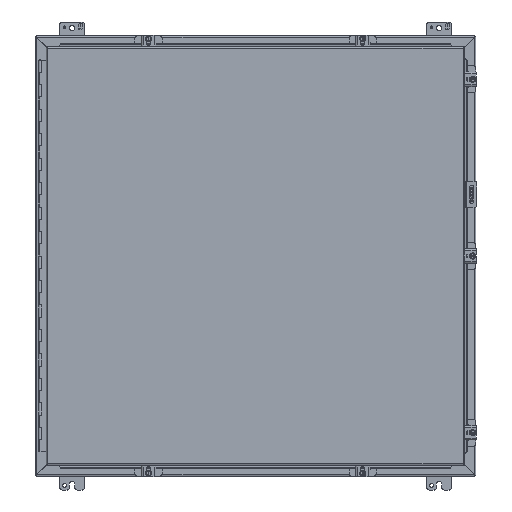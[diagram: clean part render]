
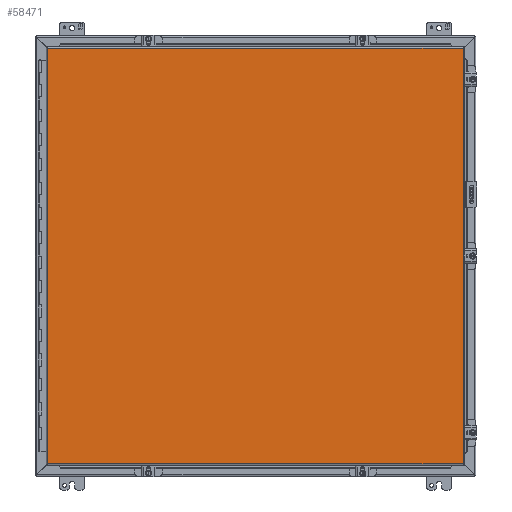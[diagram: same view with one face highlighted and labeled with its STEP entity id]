
A CAD part, front view. The second image highlights one B-rep face of the part: STEP entity #58471.
In plain terms, the highlighted planar face has unit normal (0, -1, 0).
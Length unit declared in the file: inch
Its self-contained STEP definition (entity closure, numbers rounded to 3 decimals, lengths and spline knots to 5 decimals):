
#2123 = FACE_OUTER_BOUND ( 'NONE', #29380, .T. ) ;
#3763 = VERTEX_POINT ( 'NONE', #15488 ) ;
#4820 = LINE ( 'NONE', #26212, #61849 ) ;
#4850 = LINE ( 'NONE', #6219, #28124 ) ;
#6219 = CARTESIAN_POINT ( 'NONE',  ( -17.017, -13.21, 16.9945 ) ) ;
#8701 = LINE ( 'NONE', #67301, #23039 ) ;
#15488 = CARTESIAN_POINT ( 'NONE',  ( -17.017, -13.21, -16.9945 ) ) ;
#16417 = EDGE_CURVE ( 'NONE', #21042, #31262, #4850, .T. ) ;
#21042 = VERTEX_POINT ( 'NONE', #35040 ) ;
#23039 = VECTOR ( 'NONE', #67640, 39.37008 ) ;
#23184 = DIRECTION ( 'NONE',  ( 0., 0., -1. ) ) ;
#23521 = PLANE ( 'NONE',  #54660 ) ;
#23885 = ORIENTED_EDGE ( 'NONE', *, *, #63864, .F. ) ;
#26212 = CARTESIAN_POINT ( 'NONE',  ( 16.955, -13.21, -16.9945 ) ) ;
#28124 = VECTOR ( 'NONE', #63766, 39.37008 ) ;
#29380 = EDGE_LOOP ( 'NONE', ( #37987, #61257, #66063, #23885 ) ) ;
#31103 = CARTESIAN_POINT ( 'NONE',  ( -17.017, -13.21, -16.9945 ) ) ;
#31262 = VERTEX_POINT ( 'NONE', #32201 ) ;
#32201 = CARTESIAN_POINT ( 'NONE',  ( 16.955, -13.21, 16.9945 ) ) ;
#32610 = VECTOR ( 'NONE', #52504, 39.37008 ) ;
#35040 = CARTESIAN_POINT ( 'NONE',  ( -17.017, -13.21, 16.9945 ) ) ;
#36466 = VERTEX_POINT ( 'NONE', #67345 ) ;
#37987 = ORIENTED_EDGE ( 'NONE', *, *, #53972, .F. ) ;
#40556 = LINE ( 'NONE', #31103, #32610 ) ;
#44886 = DIRECTION ( 'NONE',  ( 0., -1., 0. ) ) ;
#48859 = EDGE_CURVE ( 'NONE', #3763, #21042, #40556, .T. ) ;
#52504 = DIRECTION ( 'NONE',  ( 0., 0., 1. ) ) ;
#53972 = EDGE_CURVE ( 'NONE', #31262, #36466, #8701, .T. ) ;
#54660 = AXIS2_PLACEMENT_3D ( 'NONE', #60678, #44886, #23184 ) ;
#58471 = ADVANCED_FACE ( 'NONE', ( #2123 ), #23521, .T. ) ;
#59156 = DIRECTION ( 'NONE',  ( -1., 0., 0. ) ) ;
#60678 = CARTESIAN_POINT ( 'NONE',  ( -17.017, -13.21, -16.9945 ) ) ;
#61257 = ORIENTED_EDGE ( 'NONE', *, *, #16417, .F. ) ;
#61849 = VECTOR ( 'NONE', #59156, 39.37008 ) ;
#63766 = DIRECTION ( 'NONE',  ( 1., 0., 0. ) ) ;
#63864 = EDGE_CURVE ( 'NONE', #36466, #3763, #4820, .T. ) ;
#66063 = ORIENTED_EDGE ( 'NONE', *, *, #48859, .F. ) ;
#67301 = CARTESIAN_POINT ( 'NONE',  ( 16.955, -13.21, 16.9945 ) ) ;
#67345 = CARTESIAN_POINT ( 'NONE',  ( 16.955, -13.21, -16.9945 ) ) ;
#67640 = DIRECTION ( 'NONE',  ( 0., 0., -1. ) ) ;
